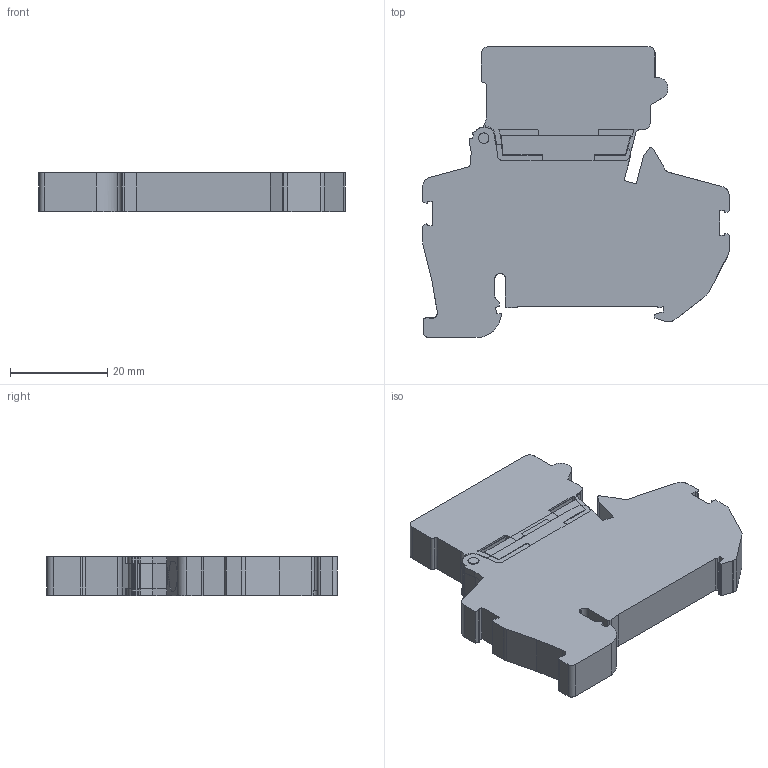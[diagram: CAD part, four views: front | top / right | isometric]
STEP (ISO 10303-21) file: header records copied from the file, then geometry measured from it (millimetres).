
FILE_DESCRIPTION (( 'STEP AP214' ), '1' );
FILE_NAME ('307249_PYK 4S_Grey.STP', '2013-11-13T08:55:09', ( 'arge' ), ( 'Microsoft' ), 'SwSTEP 2.0', 'SolidWorks 2013', '' );
FILE_SCHEMA (( 'AUTOMOTIVE_DESIGN' ));
Length unit declared in the file: millimetre
Products named in the file (1): 307249_PYK 4S_Grey
Bounding box: 63.11 x 59.83 x 8.05 mm (x, y, z)
Volume: 21519 mm3; surface area: 9535.4 mm2
Topology: 3 solids, 3 shells, 447 faces, 1267 edges, 844 vertices
Faces by surface type: plane 278, cylinder 137, cone 28, bspline 4
Entity records: 21324 total; most frequent: CARTESIAN_POINT 5272, ORIENTED_EDGE 2534, DIRECTION 1928, EDGE_CURVE 1267, LINE 892, VECTOR 892, VERTEX_POINT 844, AXIS2_PLACEMENT_3D 518
